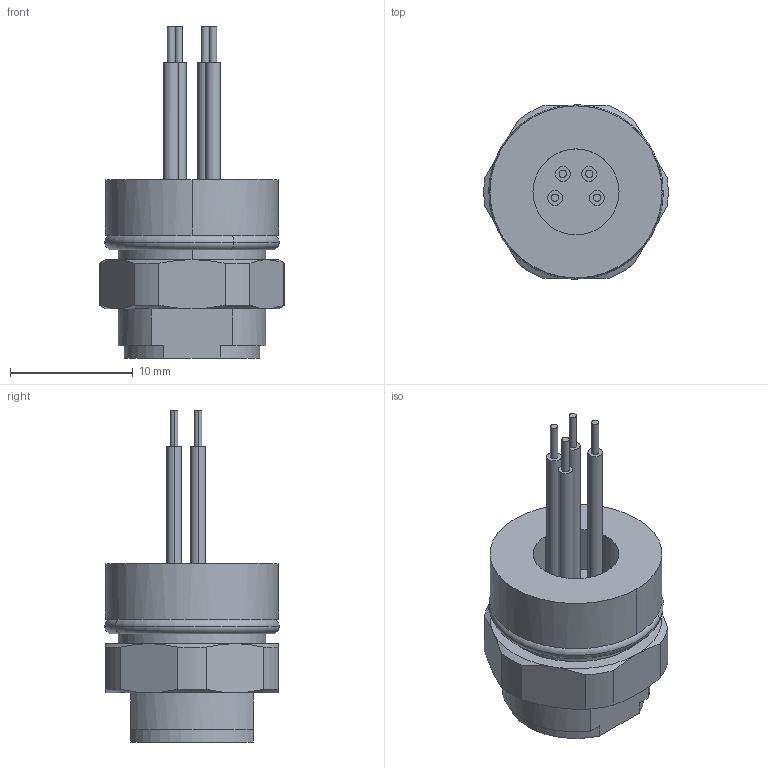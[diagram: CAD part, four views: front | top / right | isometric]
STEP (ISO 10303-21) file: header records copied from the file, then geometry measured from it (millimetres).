
FILE_DESCRIPTION(('CATIA V5R24 STEP','CAx-IF Rec.Pracs.--- Model Styling and Organization---1.2---2011-12-15'),'2;1');
FILE_NAME ('D1452144_0_1467650000_1467650000.stp','2017-04-11T11:46:33+00:00',('Weidmueller Interface'),('Weidmueller'),'CATIA Version 5-6 Release 2014 SP4 HF52','CATIA V5 STEP AP214','none');
FILE_SCHEMA(('AUTOMOTIVE_DESIGN { 1 0 10303 214 1 1 1 1 }'));
Length unit declared in the file: millimetre
Products named in the file (1): v5-standard_part
Bounding box: 14.98 x 14.2 x 27 mm (x, y, z)
Volume: 1756.8 mm3; surface area: 1883.9 mm2
Topology: 3 solids, 3 shells, 101 faces, 226 edges, 146 vertices
Faces by surface type: cylinder 52, plane 31, cone 12, torus 6
Entity records: 3333 total; most frequent: CARTESIAN_POINT 1151, ORIENTED_EDGE 452, DIRECTION 368, EDGE_CURVE 226, AXIS2_PLACEMENT_3D 199, VERTEX_POINT 146, EDGE_LOOP 126, ADVANCED_FACE 101
